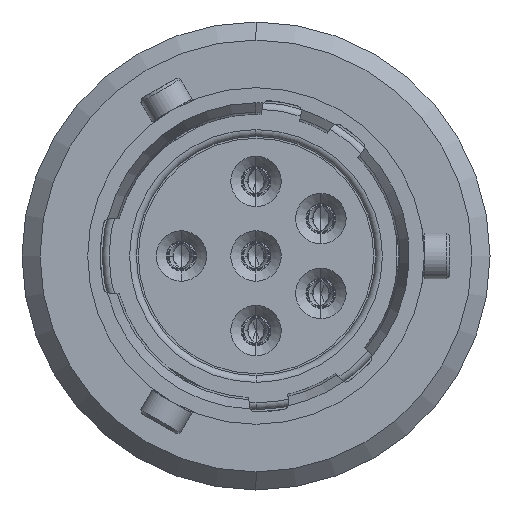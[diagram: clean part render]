
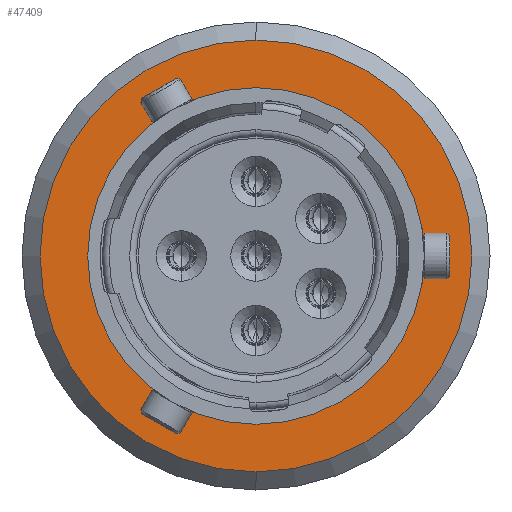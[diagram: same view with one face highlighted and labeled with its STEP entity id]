
A CAD part, left-side view. The second image highlights one B-rep face of the part: STEP entity #47409.
In plain terms, the highlighted planar face has unit normal (-1, 0, 0).
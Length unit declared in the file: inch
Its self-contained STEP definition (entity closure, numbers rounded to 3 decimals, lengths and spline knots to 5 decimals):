
#2440 = EDGE_LOOP ( 'NONE', ( #28622, #9439 ) ) ;
#5246 = ORIENTED_EDGE ( 'NONE', *, *, #7435, .F. ) ;
#6423 = CARTESIAN_POINT ( 'NONE',  ( 0.62913, 0., 0.29311 ) ) ;
#6787 = DIRECTION ( 'NONE',  ( 0., 0., -1. ) ) ;
#6844 = DIRECTION ( 'NONE',  ( 1., 0., 0. ) ) ;
#6877 = CARTESIAN_POINT ( 'NONE',  ( 0.62913, 0.29311, 0. ) ) ;
#7258 = AXIS2_PLACEMENT_3D ( 'NONE', #18621, #18571, #18530 ) ;
#7435 = EDGE_CURVE ( 'NONE', #19151, #18903, #16618, .T. ) ;
#7436 = PLANE ( 'NONE',  #12665 ) ;
#7856 = CARTESIAN_POINT ( 'NONE',  ( 0.62913, 0., -0.29311 ) ) ;
#9439 = ORIENTED_EDGE ( 'NONE', *, *, #49235, .T. ) ;
#10824 = ORIENTED_EDGE ( 'NONE', *, *, #45270, .F. ) ;
#11626 = AXIS2_PLACEMENT_3D ( 'NONE', #24390, #24332, #24321 ) ;
#11918 = FACE_BOUND ( 'NONE', #49764, .T. ) ;
#12665 = AXIS2_PLACEMENT_3D ( 'NONE', #6877, #6844, #6787 ) ;
#14204 = CARTESIAN_POINT ( 'NONE',  ( 0.62913, 0., -0.37598 ) ) ;
#15152 = CIRCLE ( 'NONE', #33254, 0.37598 ) ;
#15565 = AXIS2_PLACEMENT_3D ( 'NONE', #24807, #24746, #24680 ) ;
#16351 = CARTESIAN_POINT ( 'NONE',  ( 0.62913, 0., 0.37598 ) ) ;
#16618 = CIRCLE ( 'NONE', #15565, 0.29311 ) ;
#18530 = DIRECTION ( 'NONE',  ( 0., 0., -1. ) ) ;
#18571 = DIRECTION ( 'NONE',  ( -1., 0., 0. ) ) ;
#18621 = CARTESIAN_POINT ( 'NONE',  ( 0.62913, 0., 0. ) ) ;
#18903 = VERTEX_POINT ( 'NONE', #7856 ) ;
#19151 = VERTEX_POINT ( 'NONE', #6423 ) ;
#24321 = DIRECTION ( 'NONE',  ( 0., 0., 1. ) ) ;
#24332 = DIRECTION ( 'NONE',  ( -1., 0., 0. ) ) ;
#24390 = CARTESIAN_POINT ( 'NONE',  ( 0.62913, 0., 0. ) ) ;
#24680 = DIRECTION ( 'NONE',  ( 0., 0., 1. ) ) ;
#24746 = DIRECTION ( 'NONE',  ( -1., 0., 0. ) ) ;
#24807 = CARTESIAN_POINT ( 'NONE',  ( 0.62913, 0., 0. ) ) ;
#27049 = VERTEX_POINT ( 'NONE', #16351 ) ;
#27092 = VERTEX_POINT ( 'NONE', #14204 ) ;
#28345 = DIRECTION ( 'NONE',  ( -1., 0., 0. ) ) ;
#28622 = ORIENTED_EDGE ( 'NONE', *, *, #45422, .T. ) ;
#31410 = FACE_OUTER_BOUND ( 'NONE', #2440, .T. ) ;
#31667 = DIRECTION ( 'NONE',  ( 0., 0., -1. ) ) ;
#33254 = AXIS2_PLACEMENT_3D ( 'NONE', #44458, #28345, #31667 ) ;
#39070 = CIRCLE ( 'NONE', #11626, 0.29311 ) ;
#42474 = CIRCLE ( 'NONE', #7258, 0.37598 ) ;
#44458 = CARTESIAN_POINT ( 'NONE',  ( 0.62913, 0., 0. ) ) ;
#45270 = EDGE_CURVE ( 'NONE', #18903, #19151, #39070, .T. ) ;
#45422 = EDGE_CURVE ( 'NONE', #27092, #27049, #42474, .T. ) ;
#47409 = ADVANCED_FACE ( 'NONE', ( #31410, #11918 ), #7436, .F. ) ;
#49235 = EDGE_CURVE ( 'NONE', #27049, #27092, #15152, .T. ) ;
#49764 = EDGE_LOOP ( 'NONE', ( #5246, #10824 ) ) ;
